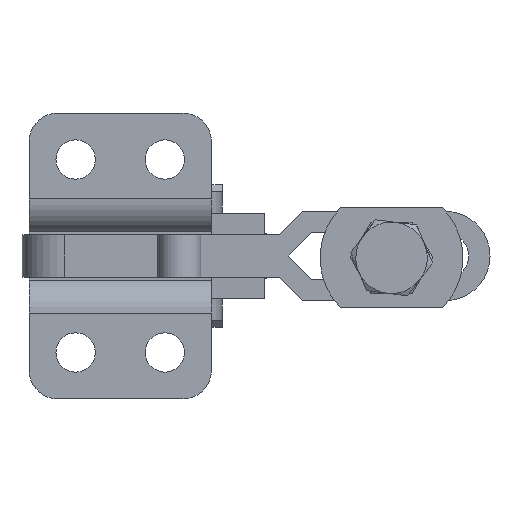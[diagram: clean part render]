
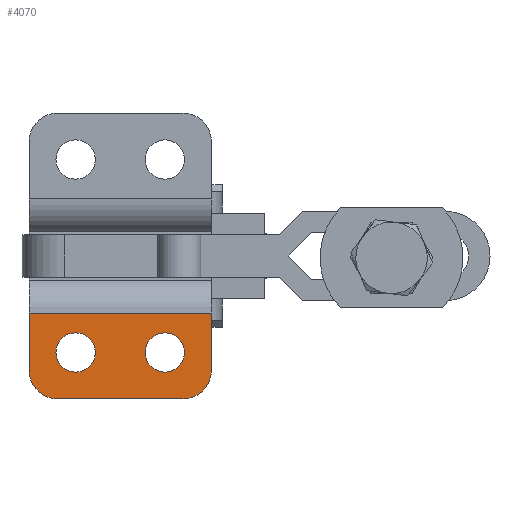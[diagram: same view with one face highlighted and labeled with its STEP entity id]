
A CAD part, front view. The second image highlights one B-rep face of the part: STEP entity #4070.
In plain terms, the highlighted planar face has unit normal (0, -1, 0).
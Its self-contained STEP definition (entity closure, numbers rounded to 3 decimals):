
#119=FACE_BOUND('',#588,.T.);
#120=FACE_BOUND('',#589,.T.);
#176=PLANE('',#4539);
#357=FACE_OUTER_BOUND('',#587,.T.);
#587=EDGE_LOOP('',(#2899,#2900,#2901,#2902,#2903,#2904));
#588=EDGE_LOOP('',(#2905));
#589=EDGE_LOOP('',(#2906));
#864=LINE('',#6196,#1261);
#887=LINE('',#6277,#1284);
#888=LINE('',#6278,#1285);
#889=LINE('',#6279,#1286);
#1261=VECTOR('',#4983,25.5);
#1284=VECTOR('',#5062,17.5);
#1285=VECTOR('',#5063,8.);
#1286=VECTOR('',#5064,8.);
#1672=CIRCLE('',#4514,2.75);
#1674=CIRCLE('',#4517,2.75);
#1676=CIRCLE('',#4520,4.);
#1677=CIRCLE('',#4522,4.);
#1842=VERTEX_POINT('',#6189);
#1845=VERTEX_POINT('',#6194);
#1847=VERTEX_POINT('',#6200);
#1849=VERTEX_POINT('',#6206);
#1852=VERTEX_POINT('',#6213);
#1853=VERTEX_POINT('',#6215);
#1854=VERTEX_POINT('',#6219);
#1855=VERTEX_POINT('',#6220);
#2252=EDGE_CURVE('',#1842,#1845,#864,.T.);
#2255=EDGE_CURVE('',#1847,#1847,#1672,.T.);
#2258=EDGE_CURVE('',#1849,#1849,#1674,.T.);
#2261=EDGE_CURVE('',#1852,#1853,#1676,.T.);
#2263=EDGE_CURVE('',#1854,#1855,#1677,.T.);
#2291=EDGE_CURVE('',#1853,#1854,#887,.T.);
#2292=EDGE_CURVE('',#1852,#1842,#888,.T.);
#2293=EDGE_CURVE('',#1845,#1855,#889,.T.);
#2899=ORIENTED_EDGE('',*,*,#2263,.F.);
#2900=ORIENTED_EDGE('',*,*,#2291,.F.);
#2901=ORIENTED_EDGE('',*,*,#2261,.F.);
#2902=ORIENTED_EDGE('',*,*,#2292,.T.);
#2903=ORIENTED_EDGE('',*,*,#2252,.T.);
#2904=ORIENTED_EDGE('',*,*,#2293,.T.);
#2905=ORIENTED_EDGE('',*,*,#2258,.T.);
#2906=ORIENTED_EDGE('',*,*,#2255,.T.);
#4070=ADVANCED_FACE('',(#357,#119,#120),#176,.T.);
#4514=AXIS2_PLACEMENT_3D('',#6202,#4989,#4990);
#4517=AXIS2_PLACEMENT_3D('',#6208,#4996,#4997);
#4520=AXIS2_PLACEMENT_3D('',#6216,#5003,#5004);
#4522=AXIS2_PLACEMENT_3D('',#6221,#5008,#5009);
#4539=AXIS2_PLACEMENT_3D('',#6276,#5060,#5061);
#4983=DIRECTION('',(-1.,0.,0.));
#4989=DIRECTION('center_axis',(0.,1.,0.));
#4990=DIRECTION('ref_axis',(1.,0.,0.));
#4996=DIRECTION('center_axis',(0.,1.,0.));
#4997=DIRECTION('ref_axis',(1.,0.,0.));
#5003=DIRECTION('center_axis',(0.,1.,0.));
#5004=DIRECTION('ref_axis',(0.707,0.,-0.707));
#5008=DIRECTION('center_axis',(0.,1.,0.));
#5009=DIRECTION('ref_axis',(-0.707,0.,-0.707));
#5060=DIRECTION('center_axis',(0.,-1.,0.));
#5061=DIRECTION('ref_axis',(1.,0.,0.));
#5062=DIRECTION('',(-1.,0.,0.));
#5063=DIRECTION('',(0.,0.,1.));
#5064=DIRECTION('',(0.,0.,-1.));
#6189=CARTESIAN_POINT('',(-1064.665,505.514,-308.233));
#6194=CARTESIAN_POINT('',(-1090.165,505.514,-308.233));
#6196=CARTESIAN_POINT('',(-1064.665,505.514,-308.233));
#6200=CARTESIAN_POINT('',(-1086.415,505.514,-313.733));
#6202=CARTESIAN_POINT('Origin',(-1083.665,505.514,-313.733));
#6206=CARTESIAN_POINT('',(-1073.915,505.514,-313.733));
#6208=CARTESIAN_POINT('Origin',(-1071.165,505.514,-313.733));
#6213=CARTESIAN_POINT('',(-1064.665,505.514,-316.233));
#6215=CARTESIAN_POINT('',(-1068.665,505.514,-320.233));
#6216=CARTESIAN_POINT('Origin',(-1068.665,505.514,-316.233));
#6219=CARTESIAN_POINT('',(-1086.165,505.514,-320.233));
#6220=CARTESIAN_POINT('',(-1090.165,505.514,-316.233));
#6221=CARTESIAN_POINT('Origin',(-1086.165,505.514,-316.233));
#6276=CARTESIAN_POINT('Origin',(-1064.665,505.514,-308.233));
#6277=CARTESIAN_POINT('',(-1068.665,505.514,-320.233));
#6278=CARTESIAN_POINT('',(-1064.665,505.514,-316.233));
#6279=CARTESIAN_POINT('',(-1090.165,505.514,-308.233));
